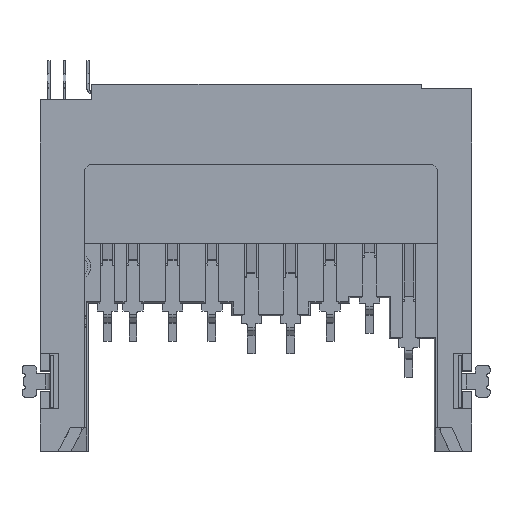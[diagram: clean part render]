
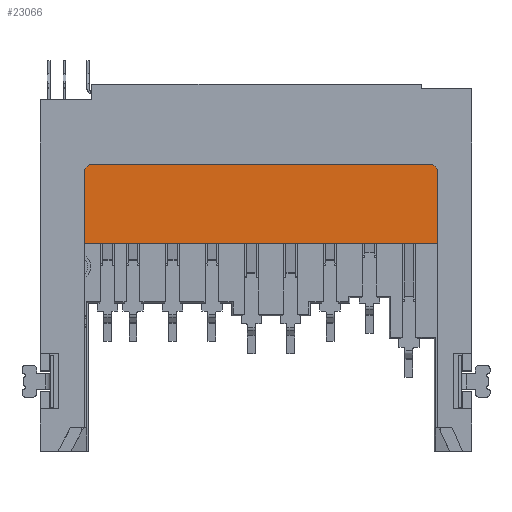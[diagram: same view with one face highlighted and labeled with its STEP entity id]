
A CAD part, top view. The second image highlights one B-rep face of the part: STEP entity #23066.
In plain terms, the highlighted planar face has unit normal (0, 0, 1).
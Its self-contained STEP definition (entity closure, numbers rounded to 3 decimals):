
#40 = LINE ( 'NONE', #32830, #16239 ) ;
#163 = DIRECTION ( 'NONE',  ( 1., 0., 0. ) ) ;
#556 = PLANE ( 'NONE',  #29906 ) ;
#1288 = EDGE_CURVE ( 'NONE', #11787, #17596, #36348, .T. ) ;
#3849 = ORIENTED_EDGE ( 'NONE', *, *, #1288, .T. ) ;
#5338 = CARTESIAN_POINT ( 'NONE',  ( -2.175, -5.1, -0.35 ) ) ;
#5542 = DIRECTION ( 'NONE',  ( 0., -1., 0. ) ) ;
#5954 = CARTESIAN_POINT ( 'NONE',  ( -24.575, -5.41, -0.35 ) ) ;
#6388 = VERTEX_POINT ( 'NONE', #34878 ) ;
#7274 = VECTOR ( 'NONE', #24376, 1000. ) ;
#8391 = EDGE_CURVE ( 'NONE', #13899, #14151, #21294, .T. ) ;
#9755 = CARTESIAN_POINT ( 'NONE',  ( -2.175, -10.1, -0.35 ) ) ;
#11648 = EDGE_CURVE ( 'NONE', #13899, #21746, #15994, .T. ) ;
#11787 = VERTEX_POINT ( 'NONE', #12304 ) ;
#12304 = CARTESIAN_POINT ( 'NONE',  ( -24.575, -10.1, -0.35 ) ) ;
#12308 = CARTESIAN_POINT ( 'NONE',  ( 52.6, 26.7, -0.35 ) ) ;
#12533 = ORIENTED_EDGE ( 'NONE', *, *, #36331, .F. ) ;
#13899 = VERTEX_POINT ( 'NONE', #27878 ) ;
#14151 = VERTEX_POINT ( 'NONE', #32206 ) ;
#14275 = DIRECTION ( 'NONE',  ( 0., 1., 0. ) ) ;
#14579 = CARTESIAN_POINT ( 'NONE',  ( -24.575, -5.1, -0.35 ) ) ;
#15354 = DIRECTION ( 'NONE',  ( 0., 0., 1. ) ) ;
#15994 = LINE ( 'NONE', #14579, #25096 ) ;
#16026 = ORIENTED_EDGE ( 'NONE', *, *, #26558, .T. ) ;
#16239 = VECTOR ( 'NONE', #5542, 1000. ) ;
#17397 = DIRECTION ( 'NONE',  ( 1., 0., 0. ) ) ;
#17596 = VERTEX_POINT ( 'NONE', #9755 ) ;
#19805 = CARTESIAN_POINT ( 'NONE',  ( -24.575, -10.1, -0.35 ) ) ;
#21294 = LINE ( 'NONE', #34705, #34137 ) ;
#21746 = VERTEX_POINT ( 'NONE', #32409 ) ;
#23066 = ADVANCED_FACE ( 'NONE', ( #39109 ), #556, .T. ) ;
#23953 = VECTOR ( 'NONE', #14275, 1000. ) ;
#24052 = DIRECTION ( 'NONE',  ( -1., 0., 0. ) ) ;
#24376 = DIRECTION ( 'NONE',  ( 0.707, 0.707, 0. ) ) ;
#25096 = VECTOR ( 'NONE', #24052, 1000. ) ;
#26558 = EDGE_CURVE ( 'NONE', #17596, #14151, #37205, .T. ) ;
#27878 = CARTESIAN_POINT ( 'NONE',  ( -2.485, -5.1, -0.35 ) ) ;
#28116 = DIRECTION ( 'NONE',  ( 0.707, -0.707, 0. ) ) ;
#29906 = AXIS2_PLACEMENT_3D ( 'NONE', #12308, #15354, #163 ) ;
#32206 = CARTESIAN_POINT ( 'NONE',  ( -2.175, -5.41, -0.35 ) ) ;
#32230 = ORIENTED_EDGE ( 'NONE', *, *, #11648, .T. ) ;
#32409 = CARTESIAN_POINT ( 'NONE',  ( -24.265, -5.1, -0.35 ) ) ;
#32830 = CARTESIAN_POINT ( 'NONE',  ( -24.575, -5.1, -0.35 ) ) ;
#33447 = LINE ( 'NONE', #5954, #7274 ) ;
#34137 = VECTOR ( 'NONE', #28116, 1000. ) ;
#34705 = CARTESIAN_POINT ( 'NONE',  ( -2.485, -5.1, -0.35 ) ) ;
#34878 = CARTESIAN_POINT ( 'NONE',  ( -24.575, -5.41, -0.35 ) ) ;
#35407 = VECTOR ( 'NONE', #17397, 1000. ) ;
#36331 = EDGE_CURVE ( 'NONE', #6388, #21746, #33447, .T. ) ;
#36348 = LINE ( 'NONE', #19805, #35407 ) ;
#36842 = EDGE_CURVE ( 'NONE', #6388, #11787, #40, .T. ) ;
#37205 = LINE ( 'NONE', #5338, #23953 ) ;
#37218 = ORIENTED_EDGE ( 'NONE', *, *, #8391, .F. ) ;
#38337 = EDGE_LOOP ( 'NONE', ( #37218, #32230, #12533, #38485, #3849, #16026 ) ) ;
#38485 = ORIENTED_EDGE ( 'NONE', *, *, #36842, .T. ) ;
#39109 = FACE_OUTER_BOUND ( 'NONE', #38337, .T. ) ;
